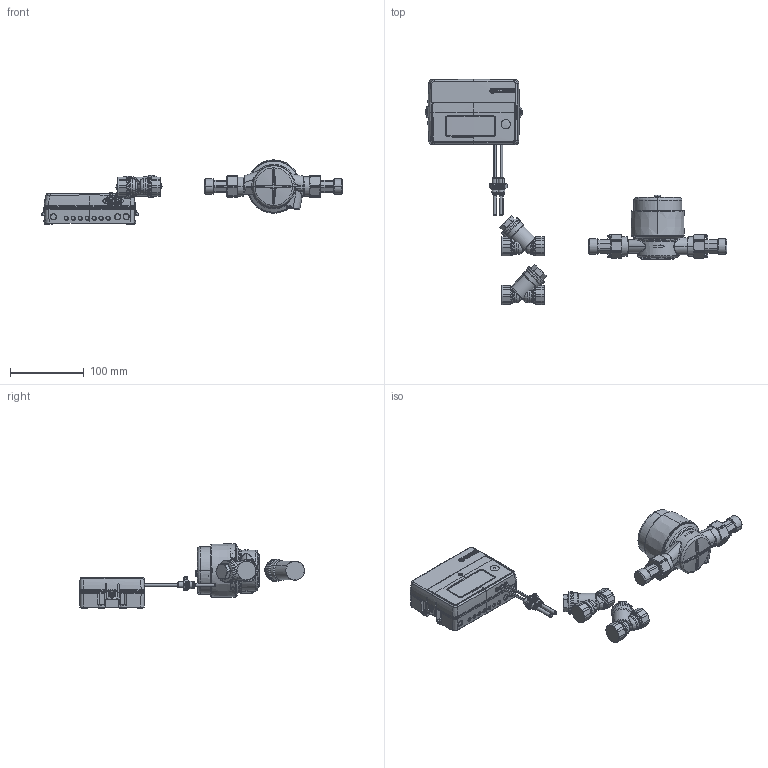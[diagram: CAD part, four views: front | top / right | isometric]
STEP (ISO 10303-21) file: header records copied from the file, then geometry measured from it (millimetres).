
FILE_DESCRIPTION(('CATIA V5 STEP Exchange'),'2;1');
FILE_NAME('STEP_750404_-_TST.stp','2019-01-28T10:38:43+00:00',('none'),('none'),'CATIA Version 5-6 Release 2016 SP4','CATIA V5 STEP AP203','none');
FILE_SCHEMA(('CONFIG_CONTROL_DESIGN'));
Length unit declared in the file: millimetre
Products named in the file (1): 750404 - TST
Bounding box: 410.13 x 306.1 x 87.3 mm (x, y, z)
Volume: 647135.1 mm3; surface area: 162859 mm2
Topology: 7 solids, 11 shells, 3718 faces, 9271 edges, 5431 vertices
Faces by surface type: bspline 1116, cylinder 854, plane 665, cone 423, torus 385, sphere 186, revolution 53, extrusion 36
Entity records: 172853 total; most frequent: CARTESIAN_POINT 101431, ORIENTED_EDGE 18192, EDGE_CURVE 9096, DIRECTION 8692, VERTEX_POINT 5431, AXIS2_PLACEMENT_3D 4478, B_SPLINE_CURVE_WITH_KNOTS 4294, EDGE_LOOP 3837
